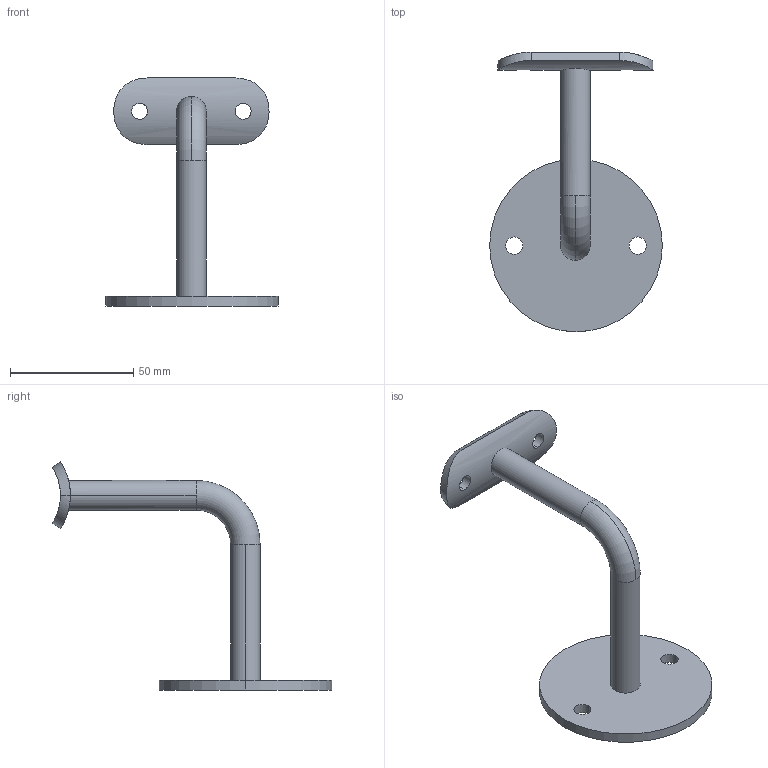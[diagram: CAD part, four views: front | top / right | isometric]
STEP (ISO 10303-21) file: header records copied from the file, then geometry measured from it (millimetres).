
FILE_DESCRIPTION (( 'STEP AP203' ), '1' );
FILE_NAME ('50301-ST.STEP', '2018-12-03T14:28:00', ( '' ), ( '' ), 'SwSTEP 2.0', 'SolidWorks 2015', '' );
FILE_SCHEMA (( 'CONFIG_CONTROL_DESIGN' ));
Length unit declared in the file: millimetre
Products named in the file (1): 50301-ST
Bounding box: 70 x 113.3 x 92.5 mm (x, y, z)
Volume: 36354.3 mm3; surface area: 17250.1 mm2
Topology: 1 solids, 1 shells, 233 faces, 624 edges, 416 vertices
Faces by surface type: plane 108, bspline 103, cylinder 20, torus 2
Entity records: 13275 total; most frequent: CARTESIAN_POINT 8077, ORIENTED_EDGE 1248, DIRECTION 684, EDGE_CURVE 624, VERTEX_POINT 416, LINE 374, VECTOR 374, EDGE_LOOP 264
